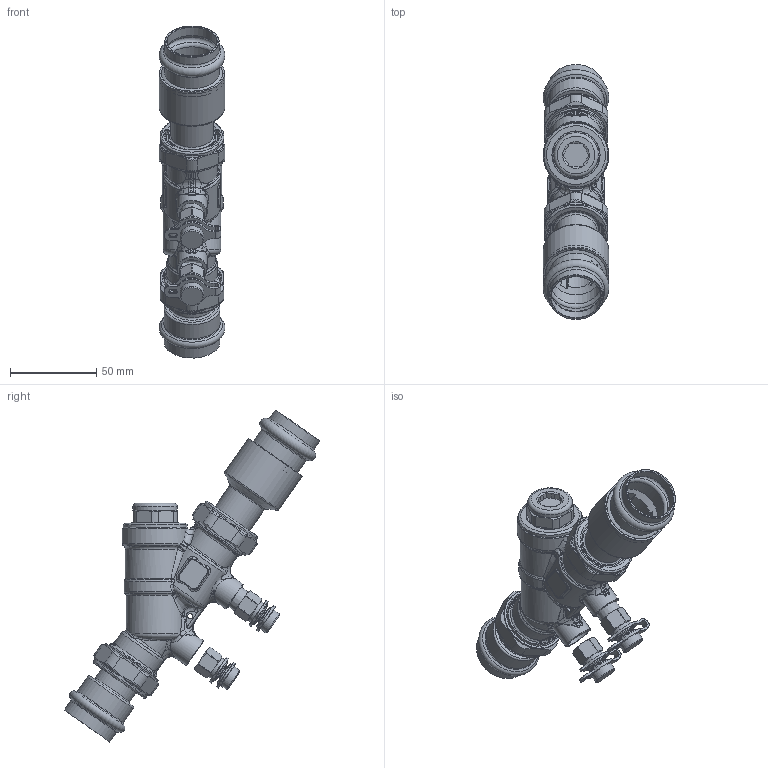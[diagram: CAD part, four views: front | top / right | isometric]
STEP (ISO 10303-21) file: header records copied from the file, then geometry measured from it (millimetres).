
FILE_DESCRIPTION(/* description */ (''),/* implementation_level */ '2;1');
FILE_NAME(/* name */ '128466ACF_Simplify_1.stp',/* time_stamp */ '2025-07-21T14:36:39-05:00',/* author */ ('ischreiner'),/* organization */ (''),/* preprocessor_version */ 'ST-DEVELOPER v20',/* originating_system */ 'Autodesk Inventor 2025',/* authorisation */ '');
FILE_SCHEMA (('AUTOMOTIVE_DESIGN { 1 0 10303 214 3 1 1 }'));
Length unit declared in the file: inch
Products named in the file (1): 128466ACF_Simplify_1
Bounding box: 38.1 x 147.89 x 192.27 mm (x, y, z)
Volume: 194111.1 mm3; surface area: 58940.1 mm2
Topology: 8 solids, 8 shells, 1423 faces, 3443 edges, 2029 vertices
Faces by surface type: bspline 786, cylinder 251, plane 173, cone 112, torus 89, sphere 12
Full cylindrical faces by diameter (mm): 3 x1, 8 x2, 11.5 x2, 12 x4, 12.2 x2, 13.5 x6, 13.9 x2, 17.5 x2, 20.091 x2, 20.599 x1, 22.86 x1, 24.003 x1, 24.384 x2, 25.8 x1, 27.686 x2, 28.905 x2, 28.956 x1, 29.464 x1, 29.5 x1, 29.591 x1, 30 x2, 30.429 x1, 30.5 x2, 30.881 x4, 31.039 x1, 31.598 x2, 32.385 x2, 33.1 x2, 33.172 x3, 37 x5
Entity records: 152534 total; most frequent: CARTESIAN_POINT 122764, ORIENTED_EDGE 6802, DIRECTION 4403, EDGE_CURVE 3401, VERTEX_POINT 2029, AXIS2_PLACEMENT_3D 1916, EDGE_LOOP 1480, B_SPLINE_CURVE_WITH_KNOTS 1464
